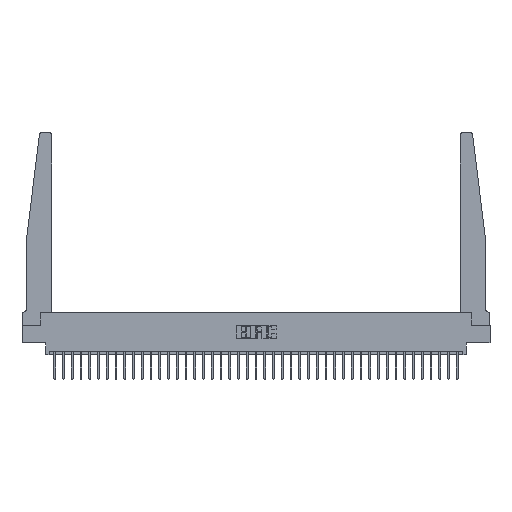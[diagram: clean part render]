
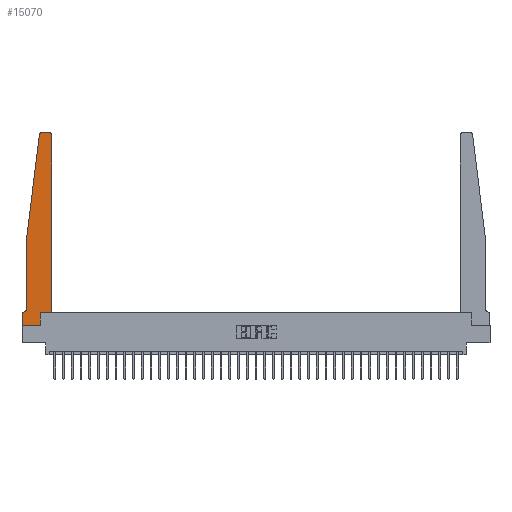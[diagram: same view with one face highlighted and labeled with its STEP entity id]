
A CAD part, top view. The second image highlights one B-rep face of the part: STEP entity #15070.
In plain terms, the highlighted planar face has unit normal (0, 0, 1).
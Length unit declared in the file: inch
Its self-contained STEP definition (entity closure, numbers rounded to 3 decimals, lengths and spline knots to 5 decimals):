
#1182 = EDGE_CURVE ( 'NONE', #21656, #28297, #14915, .T. ) ;
#1241 = CARTESIAN_POINT ( 'NONE',  ( 0.425, 0.18, 0.37 ) ) ;
#1254 = CARTESIAN_POINT ( 'NONE',  ( 0.25, 2.75, 0.37 ) ) ;
#1572 = LINE ( 'NONE', #7450, #22069 ) ;
#3505 = CARTESIAN_POINT ( 'NONE',  ( 0.015, 0.1875, 0.37 ) ) ;
#3917 = DIRECTION ( 'NONE',  ( 0., 1., 0. ) ) ;
#4165 = CARTESIAN_POINT ( 'NONE',  ( 0.2605, 0.18, 0.37 ) ) ;
#4815 = CIRCLE ( 'NONE', #25982, 0.05 ) ;
#5029 = VECTOR ( 'NONE', #16126, 39.37008 ) ;
#5213 = CARTESIAN_POINT ( 'NONE',  ( 0.065, 1.25, 0.37 ) ) ;
#5691 = EDGE_LOOP ( 'NONE', ( #25364, #32991, #22845, #27524, #27977, #6713, #27105, #12974, #14945, #17678, #28699, #28779 ) ) ;
#6033 = VECTOR ( 'NONE', #3917, 39.37008 ) ;
#6412 = CARTESIAN_POINT ( 'NONE',  ( 0.065, 1.25, 0.37 ) ) ;
#6495 = CARTESIAN_POINT ( 'NONE',  ( 0.395, 2.75, 0.37 ) ) ;
#6713 = ORIENTED_EDGE ( 'NONE', *, *, #1182, .T. ) ;
#6782 = LINE ( 'NONE', #12309, #19062 ) ;
#6883 = AXIS2_PLACEMENT_3D ( 'NONE', #11403, #30043, #30574 ) ;
#7055 = CARTESIAN_POINT ( 'NONE',  ( 0.2605, 0., 0.37 ) ) ;
#7333 = LINE ( 'NONE', #31331, #33632 ) ;
#7344 = CARTESIAN_POINT ( 'NONE',  ( 0.425, 2.72, 0.37 ) ) ;
#7362 = EDGE_CURVE ( 'NONE', #23275, #9389, #1572, .T. ) ;
#7450 = CARTESIAN_POINT ( 'NONE',  ( 0., 0., 0.37 ) ) ;
#8298 = CARTESIAN_POINT ( 'NONE',  ( 0.24675, 2.72367, 0.37 ) ) ;
#8426 = CARTESIAN_POINT ( 'NONE',  ( 0.27653, 2.75, 0.37 ) ) ;
#9044 = CIRCLE ( 'NONE', #23931, 0.03 ) ;
#9086 = LINE ( 'NONE', #1241, #6033 ) ;
#9184 = DIRECTION ( 'NONE',  ( -1., 0., 0. ) ) ;
#9389 = VERTEX_POINT ( 'NONE', #7055 ) ;
#9925 = EDGE_CURVE ( 'NONE', #28297, #23275, #7333, .T. ) ;
#10127 = DIRECTION ( 'NONE',  ( 1., 0., 0. ) ) ;
#10240 = DIRECTION ( 'NONE',  ( 1., 0., 0. ) ) ;
#11403 = CARTESIAN_POINT ( 'NONE',  ( 0., 0.1875, 0.37 ) ) ;
#12309 = CARTESIAN_POINT ( 'NONE',  ( 0.065, 1.25, 0.37 ) ) ;
#12609 = DIRECTION ( 'NONE',  ( -1., 0., 0. ) ) ;
#12783 = VERTEX_POINT ( 'NONE', #6495 ) ;
#12868 = DIRECTION ( 'NONE',  ( 1., 0., 0. ) ) ;
#12974 = ORIENTED_EDGE ( 'NONE', *, *, #7362, .T. ) ;
#13609 = EDGE_CURVE ( 'NONE', #21132, #31721, #34928, .T. ) ;
#13799 = VECTOR ( 'NONE', #9184, 39.37008 ) ;
#14349 = CARTESIAN_POINT ( 'NONE',  ( 0., 0.1875, 0.37 ) ) ;
#14556 = CARTESIAN_POINT ( 'NONE',  ( 0.065, 0.1875, 0.37 ) ) ;
#14703 = VERTEX_POINT ( 'NONE', #7344 ) ;
#14846 = DIRECTION ( 'NONE',  ( 0., -1., 0. ) ) ;
#14915 = LINE ( 'NONE', #14556, #13799 ) ;
#14945 = ORIENTED_EDGE ( 'NONE', *, *, #34193, .T. ) ;
#15070 = ADVANCED_FACE ( 'NONE', ( #16784 ), #27722, .T. ) ;
#16126 = DIRECTION ( 'NONE',  ( 0., -1., 0. ) ) ;
#16556 = EDGE_CURVE ( 'NONE', #30306, #18656, #6782, .T. ) ;
#16784 = FACE_OUTER_BOUND ( 'NONE', #5691, .T. ) ;
#17217 = VERTEX_POINT ( 'NONE', #22123 ) ;
#17365 = EDGE_CURVE ( 'NONE', #17217, #21656, #4815, .T. ) ;
#17495 = VECTOR ( 'NONE', #33841, 39.37008 ) ;
#17678 = ORIENTED_EDGE ( 'NONE', *, *, #13609, .T. ) ;
#17855 = CARTESIAN_POINT ( 'NONE',  ( 0.27653, 2.72, 0.37 ) ) ;
#18208 = DIRECTION ( 'NONE',  ( 0., 0., 1. ) ) ;
#18656 = VERTEX_POINT ( 'NONE', #6412 ) ;
#18666 = EDGE_CURVE ( 'NONE', #31721, #14703, #9086, .T. ) ;
#18722 = VECTOR ( 'NONE', #34439, 39.37008 ) ;
#19062 = VECTOR ( 'NONE', #25760, 39.37008 ) ;
#19828 = CARTESIAN_POINT ( 'NONE',  ( 0.2605, 0.18, 0.37 ) ) ;
#21132 = VERTEX_POINT ( 'NONE', #19828 ) ;
#21656 = VERTEX_POINT ( 'NONE', #3505 ) ;
#22069 = VECTOR ( 'NONE', #10127, 39.37008 ) ;
#22123 = CARTESIAN_POINT ( 'NONE',  ( 0.065, 0.2375, 0.37 ) ) ;
#22831 = VECTOR ( 'NONE', #12868, 39.37008 ) ;
#22845 = ORIENTED_EDGE ( 'NONE', *, *, #16556, .T. ) ;
#23275 = VERTEX_POINT ( 'NONE', #26782 ) ;
#23931 = AXIS2_PLACEMENT_3D ( 'NONE', #17855, #18208, #31828 ) ;
#25364 = ORIENTED_EDGE ( 'NONE', *, *, #32718, .T. ) ;
#25760 = DIRECTION ( 'NONE',  ( -0.122, -0.992, 0. ) ) ;
#25982 = AXIS2_PLACEMENT_3D ( 'NONE', #28400, #33775, #12609 ) ;
#26782 = CARTESIAN_POINT ( 'NONE',  ( 0., 0., 0.37 ) ) ;
#26800 = CIRCLE ( 'NONE', #30778, 0.03 ) ;
#27105 = ORIENTED_EDGE ( 'NONE', *, *, #9925, .T. ) ;
#27524 = ORIENTED_EDGE ( 'NONE', *, *, #34335, .T. ) ;
#27722 = PLANE ( 'NONE',  #6883 ) ;
#27977 = ORIENTED_EDGE ( 'NONE', *, *, #17365, .T. ) ;
#28188 = CARTESIAN_POINT ( 'NONE',  ( 0.425, 0.18, 0.37 ) ) ;
#28297 = VERTEX_POINT ( 'NONE', #14349 ) ;
#28400 = CARTESIAN_POINT ( 'NONE',  ( 0.015, 0.2375, 0.37 ) ) ;
#28699 = ORIENTED_EDGE ( 'NONE', *, *, #18666, .T. ) ;
#28779 = ORIENTED_EDGE ( 'NONE', *, *, #35347, .T. ) ;
#29057 = CARTESIAN_POINT ( 'NONE',  ( 0.395, 2.72, 0.37 ) ) ;
#29762 = VERTEX_POINT ( 'NONE', #8426 ) ;
#30043 = DIRECTION ( 'NONE',  ( 0., 0., 1. ) ) ;
#30306 = VERTEX_POINT ( 'NONE', #8298 ) ;
#30574 = DIRECTION ( 'NONE',  ( 1., 0., 0. ) ) ;
#30778 = AXIS2_PLACEMENT_3D ( 'NONE', #29057, #34979, #10240 ) ;
#31135 = LINE ( 'NONE', #1254, #17495 ) ;
#31331 = CARTESIAN_POINT ( 'NONE',  ( 0., 0., 0.37 ) ) ;
#31383 = LINE ( 'NONE', #4165, #18722 ) ;
#31721 = VERTEX_POINT ( 'NONE', #28188 ) ;
#31828 = DIRECTION ( 'NONE',  ( 1., 0., 0. ) ) ;
#31868 = CARTESIAN_POINT ( 'NONE',  ( 0.425, 0.18, 0.37 ) ) ;
#32437 = LINE ( 'NONE', #5213, #5029 ) ;
#32718 = EDGE_CURVE ( 'NONE', #12783, #29762, #31135, .T. ) ;
#32991 = ORIENTED_EDGE ( 'NONE', *, *, #34913, .T. ) ;
#33632 = VECTOR ( 'NONE', #14846, 39.37008 ) ;
#33775 = DIRECTION ( 'NONE',  ( 0., 0., -1. ) ) ;
#33841 = DIRECTION ( 'NONE',  ( -1., 0., 0. ) ) ;
#34193 = EDGE_CURVE ( 'NONE', #9389, #21132, #31383, .T. ) ;
#34335 = EDGE_CURVE ( 'NONE', #18656, #17217, #32437, .T. ) ;
#34439 = DIRECTION ( 'NONE',  ( 0., 1., 0. ) ) ;
#34913 = EDGE_CURVE ( 'NONE', #29762, #30306, #9044, .T. ) ;
#34928 = LINE ( 'NONE', #31868, #22831 ) ;
#34979 = DIRECTION ( 'NONE',  ( 0., 0., 1. ) ) ;
#35347 = EDGE_CURVE ( 'NONE', #14703, #12783, #26800, .T. ) ;
